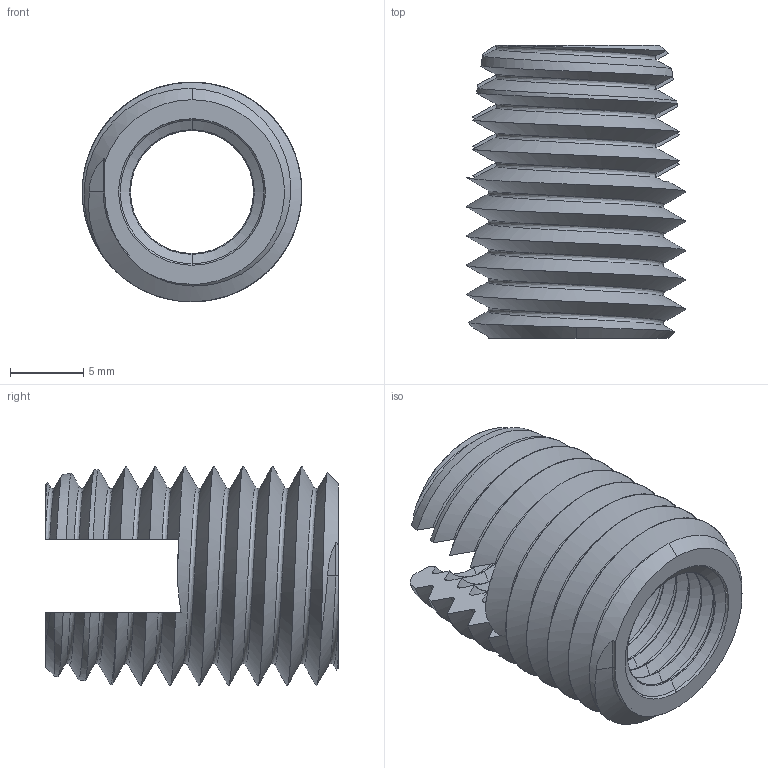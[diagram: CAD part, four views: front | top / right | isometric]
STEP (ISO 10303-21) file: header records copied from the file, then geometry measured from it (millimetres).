
FILE_DESCRIPTION (( 'STEP AP214' ), '1' );
FILE_NAME ('340me112.STEP', '2014-09-10T07:15:54', ( '' ), ( '' ), 'SwSTEP 2.0', 'SolidWorks 2014', '' );
FILE_SCHEMA (( 'AUTOMOTIVE_DESIGN' ));
Length unit declared in the file: inch
Products named in the file (1): 340me112
Bounding box: 15 x 20 x 15 mm (x, y, z)
Surface area: 2357.7 mm2 (no closed solid volume)
Topology: 0 solids, 4 shells, 234 faces, 663 edges, 425 vertices
Faces by surface type: cone 98, cylinder 59, torus 38, bspline 31, plane 8
Entity records: 37571 total; most frequent: CARTESIAN_POINT 29066, ORIENTED_EDGE 1287, DIRECTION 970, EDGE_CURVE 663, VERTEX_POINT 425, AXIS2_PLACEMENT_3D 421, B_SPLINE_CURVE_WITH_KNOTS 285, UNCERTAINTY_MEASURE_WITH_UNIT 236
